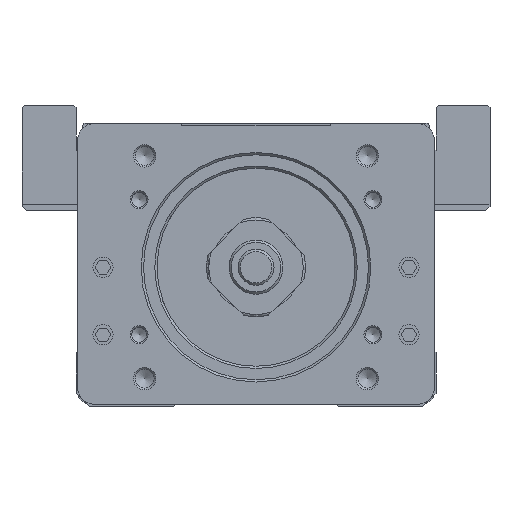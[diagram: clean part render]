
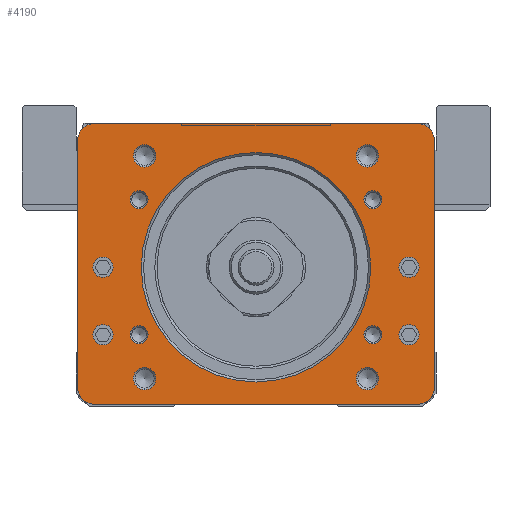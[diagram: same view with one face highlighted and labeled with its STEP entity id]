
A CAD part, front view. The second image highlights one B-rep face of the part: STEP entity #4190.
In plain terms, the highlighted planar face has unit normal (0, -1, 0).
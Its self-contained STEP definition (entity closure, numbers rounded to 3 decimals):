
#1655=FACE_BOUND('',#8613,.T.);
#1656=FACE_BOUND('',#8614,.T.);
#1657=FACE_BOUND('',#8615,.T.);
#1658=FACE_BOUND('',#8616,.T.);
#1659=FACE_BOUND('',#8617,.T.);
#1660=FACE_BOUND('',#8618,.T.);
#1661=FACE_BOUND('',#8619,.T.);
#1662=FACE_BOUND('',#8620,.T.);
#1663=FACE_BOUND('',#8621,.T.);
#1664=FACE_BOUND('',#8622,.T.);
#1665=FACE_BOUND('',#8623,.T.);
#1666=FACE_BOUND('',#8624,.T.);
#1667=FACE_BOUND('',#8625,.T.);
#1668=FACE_BOUND('',#8626,.T.);
#2551=CIRCLE('',#31435,4.);
#2552=CIRCLE('',#31437,4.);
#2553=CIRCLE('',#31439,2.);
#2554=CIRCLE('',#31441,2.);
#2555=CIRCLE('',#31443,2.);
#2556=CIRCLE('',#31445,2.);
#2557=CIRCLE('',#31447,2.5);
#2558=CIRCLE('',#31449,2.5);
#2559=CIRCLE('',#31451,2.5);
#2560=CIRCLE('',#31453,2.5);
#2561=CIRCLE('',#31455,25.5);
#2566=CIRCLE('',#31464,2.25);
#2568=CIRCLE('',#31467,2.25);
#2570=CIRCLE('',#31470,2.25);
#2572=CIRCLE('',#31473,2.25);
#2629=CIRCLE('',#31607,4.);
#2631=CIRCLE('',#31610,4.);
#4190=ADVANCED_FACE('',(#1655,#1656,#1657,#1658,#1659,#1660,#1661,#1662,
#1663,#1664,#1665,#1666,#1667,#1668),#5499,.T.);
#5499=PLANE('',#31611);
#8613=EDGE_LOOP('',(#15186));
#8614=EDGE_LOOP('',(#15187));
#8615=EDGE_LOOP('',(#15188));
#8616=EDGE_LOOP('',(#15189));
#8617=EDGE_LOOP('',(#15190));
#8618=EDGE_LOOP('',(#15191));
#8619=EDGE_LOOP('',(#15192));
#8620=EDGE_LOOP('',(#15193));
#8621=EDGE_LOOP('',(#15194));
#8622=EDGE_LOOP('',(#15195));
#8623=EDGE_LOOP('',(#15196));
#8624=EDGE_LOOP('',(#15197));
#8625=EDGE_LOOP('',(#15198));
#8626=EDGE_LOOP('',(#15199,#15200,#15201,#15202,#15203,#15204,#15205,#15206));
#15186=ORIENTED_EDGE('',*,*,#22866,.T.);
#15187=ORIENTED_EDGE('',*,*,#22865,.T.);
#15188=ORIENTED_EDGE('',*,*,#22864,.T.);
#15189=ORIENTED_EDGE('',*,*,#22863,.T.);
#15190=ORIENTED_EDGE('',*,*,#22862,.T.);
#15191=ORIENTED_EDGE('',*,*,#22861,.T.);
#15192=ORIENTED_EDGE('',*,*,#22860,.T.);
#15193=ORIENTED_EDGE('',*,*,#22859,.T.);
#15194=ORIENTED_EDGE('',*,*,#22858,.T.);
#15195=ORIENTED_EDGE('',*,*,#22878,.T.);
#15196=ORIENTED_EDGE('',*,*,#22876,.T.);
#15197=ORIENTED_EDGE('',*,*,#22874,.T.);
#15198=ORIENTED_EDGE('',*,*,#22872,.T.);
#15199=ORIENTED_EDGE('',*,*,#23050,.T.);
#15200=ORIENTED_EDGE('',*,*,#23053,.T.);
#15201=ORIENTED_EDGE('',*,*,#23054,.T.);
#15202=ORIENTED_EDGE('',*,*,#22978,.T.);
#15203=ORIENTED_EDGE('',*,*,#22856,.T.);
#15204=ORIENTED_EDGE('',*,*,#22920,.T.);
#15205=ORIENTED_EDGE('',*,*,#22853,.T.);
#15206=ORIENTED_EDGE('',*,*,#22971,.T.);
#19216=VERTEX_POINT('',#47971);
#19217=VERTEX_POINT('',#47973);
#19218=VERTEX_POINT('',#47977);
#19219=VERTEX_POINT('',#47979);
#19220=VERTEX_POINT('',#47983);
#19221=VERTEX_POINT('',#47986);
#19222=VERTEX_POINT('',#47989);
#19223=VERTEX_POINT('',#47992);
#19224=VERTEX_POINT('',#47995);
#19225=VERTEX_POINT('',#47998);
#19226=VERTEX_POINT('',#48001);
#19227=VERTEX_POINT('',#48004);
#19228=VERTEX_POINT('',#48007);
#19233=VERTEX_POINT('',#48022);
#19235=VERTEX_POINT('',#48027);
#19237=VERTEX_POINT('',#48032);
#19239=VERTEX_POINT('',#48037);
#19301=VERTEX_POINT('',#48336);
#19306=VERTEX_POINT('',#48350);
#19363=VERTEX_POINT('',#48665);
#19365=VERTEX_POINT('',#48671);
#22853=EDGE_CURVE('',#19217,#19216,#2551,.T.);
#22856=EDGE_CURVE('',#19219,#19218,#2552,.T.);
#22858=EDGE_CURVE('',#19220,#19220,#2553,.T.);
#22859=EDGE_CURVE('',#19221,#19221,#2554,.T.);
#22860=EDGE_CURVE('',#19222,#19222,#2555,.T.);
#22861=EDGE_CURVE('',#19223,#19223,#2556,.T.);
#22862=EDGE_CURVE('',#19224,#19224,#2557,.T.);
#22863=EDGE_CURVE('',#19225,#19225,#2558,.T.);
#22864=EDGE_CURVE('',#19226,#19226,#2559,.T.);
#22865=EDGE_CURVE('',#19227,#19227,#2560,.T.);
#22866=EDGE_CURVE('',#19228,#19228,#2561,.T.);
#22872=EDGE_CURVE('',#19233,#19233,#2566,.T.);
#22874=EDGE_CURVE('',#19235,#19235,#2568,.T.);
#22876=EDGE_CURVE('',#19237,#19237,#2570,.T.);
#22878=EDGE_CURVE('',#19239,#19239,#2572,.T.);
#22920=EDGE_CURVE('',#19218,#19217,#26156,.T.);
#22971=EDGE_CURVE('',#19216,#19301,#26181,.T.);
#22978=EDGE_CURVE('',#19306,#19219,#26188,.T.);
#23050=EDGE_CURVE('',#19301,#19363,#2629,.T.);
#23053=EDGE_CURVE('',#19363,#19365,#26216,.T.);
#23054=EDGE_CURVE('',#19365,#19306,#2631,.T.);
#26156=LINE('',#48182,#29040);
#26181=LINE('',#48337,#29065);
#26188=LINE('',#48349,#29072);
#26216=LINE('',#48670,#29100);
#29040=VECTOR('',#38122,1.);
#29065=VECTOR('',#38247,1.);
#29072=VECTOR('',#38256,1.);
#29100=VECTOR('',#38396,1.);
#31435=AXIS2_PLACEMENT_3D('',#47972,#37961,#37962);
#31437=AXIS2_PLACEMENT_3D('',#47978,#37967,#37968);
#31439=AXIS2_PLACEMENT_3D('',#47982,#37972,#37973);
#31441=AXIS2_PLACEMENT_3D('',#47985,#37976,#37977);
#31443=AXIS2_PLACEMENT_3D('',#47988,#37980,#37981);
#31445=AXIS2_PLACEMENT_3D('',#47991,#37984,#37985);
#31447=AXIS2_PLACEMENT_3D('',#47994,#37988,#37989);
#31449=AXIS2_PLACEMENT_3D('',#47997,#37992,#37993);
#31451=AXIS2_PLACEMENT_3D('',#48000,#37996,#37997);
#31453=AXIS2_PLACEMENT_3D('',#48003,#38000,#38001);
#31455=AXIS2_PLACEMENT_3D('',#48006,#38004,#38005);
#31464=AXIS2_PLACEMENT_3D('',#48021,#38023,#38024);
#31467=AXIS2_PLACEMENT_3D('',#48026,#38029,#38030);
#31470=AXIS2_PLACEMENT_3D('',#48031,#38035,#38036);
#31473=AXIS2_PLACEMENT_3D('',#48036,#38041,#38042);
#31607=AXIS2_PLACEMENT_3D('',#48664,#38389,#38390);
#31610=AXIS2_PLACEMENT_3D('',#48672,#38397,#38398);
#31611=AXIS2_PLACEMENT_3D('',#48673,#38399,#38400);
#37961=DIRECTION('',(0.,-1.,0.));
#37962=DIRECTION('',(1.,0.,0.));
#37967=DIRECTION('',(0.,-1.,0.));
#37968=DIRECTION('',(1.,0.,0.));
#37972=DIRECTION('',(0.,1.,0.));
#37973=DIRECTION('',(0.,0.,-1.));
#37976=DIRECTION('',(0.,1.,0.));
#37977=DIRECTION('',(0.,0.,-1.));
#37980=DIRECTION('',(0.,1.,0.));
#37981=DIRECTION('',(0.,0.,-1.));
#37984=DIRECTION('',(0.,1.,0.));
#37985=DIRECTION('',(0.,0.,-1.));
#37988=DIRECTION('',(0.,1.,0.));
#37989=DIRECTION('',(0.,0.,-1.));
#37992=DIRECTION('',(0.,1.,0.));
#37993=DIRECTION('',(0.,0.,-1.));
#37996=DIRECTION('',(0.,1.,0.));
#37997=DIRECTION('',(0.,0.,-1.));
#38000=DIRECTION('',(0.,1.,0.));
#38001=DIRECTION('',(0.,0.,-1.));
#38004=DIRECTION('',(0.,1.,0.));
#38005=DIRECTION('',(0.,0.,-1.));
#38023=DIRECTION('',(0.,1.,0.));
#38024=DIRECTION('',(0.,0.,-1.));
#38029=DIRECTION('',(0.,1.,0.));
#38030=DIRECTION('',(0.,0.,-1.));
#38035=DIRECTION('',(0.,1.,0.));
#38036=DIRECTION('',(0.,0.,-1.));
#38041=DIRECTION('',(0.,1.,0.));
#38042=DIRECTION('',(0.,0.,-1.));
#38122=DIRECTION('',(-1.,0.,0.));
#38247=DIRECTION('',(0.,0.,-1.));
#38256=DIRECTION('',(0.,0.,1.));
#38389=DIRECTION('',(0.,-1.,0.));
#38390=DIRECTION('',(1.,0.,0.));
#38396=DIRECTION('',(1.,0.,0.));
#38397=DIRECTION('',(0.,-1.,0.));
#38398=DIRECTION('',(1.,0.,0.));
#38399=DIRECTION('',(0.,-1.,0.));
#38400=DIRECTION('',(0.,0.,1.));
#47971=CARTESIAN_POINT('',(-39.7,-243.7,40.));
#47972=CARTESIAN_POINT('',(-35.7,-243.7,40.));
#47973=CARTESIAN_POINT('',(-35.7,-243.7,44.));
#47977=CARTESIAN_POINT('',(35.7,-243.7,44.));
#47978=CARTESIAN_POINT('',(35.7,-243.7,40.));
#47979=CARTESIAN_POINT('',(39.7,-243.7,40.));
#47982=CARTESIAN_POINT('',(-25.981,-243.7,27.));
#47983=CARTESIAN_POINT('',(-25.981,-243.7,25.));
#47985=CARTESIAN_POINT('',(-25.981,-243.7,-3.));
#47986=CARTESIAN_POINT('',(-25.981,-243.7,-5.));
#47988=CARTESIAN_POINT('',(25.981,-243.7,27.));
#47989=CARTESIAN_POINT('',(25.981,-243.7,25.));
#47991=CARTESIAN_POINT('',(25.981,-243.7,-3.));
#47992=CARTESIAN_POINT('',(25.981,-243.7,-5.));
#47994=CARTESIAN_POINT('',(24.749,-243.7,36.749));
#47995=CARTESIAN_POINT('',(24.749,-243.7,34.249));
#47997=CARTESIAN_POINT('',(24.749,-243.7,-12.749));
#47998=CARTESIAN_POINT('',(24.749,-243.7,-15.249));
#48000=CARTESIAN_POINT('',(-24.749,-243.7,-12.749));
#48001=CARTESIAN_POINT('',(-24.749,-243.7,-15.249));
#48003=CARTESIAN_POINT('',(-24.749,-243.7,36.749));
#48004=CARTESIAN_POINT('',(-24.749,-243.7,34.249));
#48006=CARTESIAN_POINT('',(0.,-243.7,12.));
#48007=CARTESIAN_POINT('',(0.,-243.7,-13.5));
#48021=CARTESIAN_POINT('',(34.,-243.7,12.));
#48022=CARTESIAN_POINT('',(34.,-243.7,9.75));
#48026=CARTESIAN_POINT('',(34.,-243.7,-3.));
#48027=CARTESIAN_POINT('',(34.,-243.7,-5.25));
#48031=CARTESIAN_POINT('',(-34.,-243.7,12.));
#48032=CARTESIAN_POINT('',(-34.,-243.7,9.75));
#48036=CARTESIAN_POINT('',(-34.,-243.7,-3.));
#48037=CARTESIAN_POINT('',(-34.,-243.7,-5.25));
#48182=CARTESIAN_POINT('',(35.7,-243.7,44.));
#48336=CARTESIAN_POINT('',(-39.7,-243.7,-14.5));
#48337=CARTESIAN_POINT('',(-39.7,-243.7,40.));
#48349=CARTESIAN_POINT('',(39.7,-243.7,-14.5));
#48350=CARTESIAN_POINT('',(39.7,-243.7,-14.5));
#48664=CARTESIAN_POINT('',(-35.7,-243.7,-14.5));
#48665=CARTESIAN_POINT('',(-35.7,-243.7,-18.5));
#48670=CARTESIAN_POINT('',(-35.7,-243.7,-18.5));
#48671=CARTESIAN_POINT('',(35.7,-243.7,-18.5));
#48672=CARTESIAN_POINT('',(35.7,-243.7,-14.5));
#48673=CARTESIAN_POINT('',(-35.7,-243.7,-14.5));
